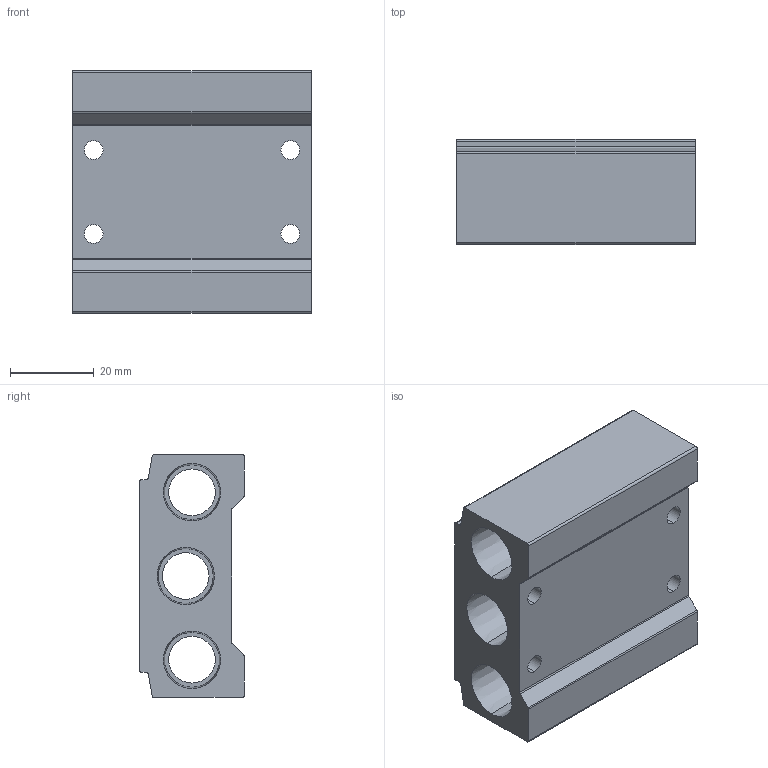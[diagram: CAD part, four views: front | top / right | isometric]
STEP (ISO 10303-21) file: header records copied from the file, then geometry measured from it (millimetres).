
FILE_DESCRIPTION (( 'STEP AP203' ), '1' );
FILE_NAME ('AM-512.step', '2015-11-10T16:23:07', ( '' ), ( '' ), 'SwSTEP 2.0', 'SolidWorks 2015', '' );
FILE_SCHEMA (( 'CONFIG_CONTROL_DESIGN' ));
Length unit declared in the file: millimetre
Products named in the file (1): AM-512
Bounding box: 57 x 25 x 58 mm (x, y, z)
Volume: 51856.5 mm3; surface area: 19837.7 mm2
Topology: 1 solids, 1 shells, 89 faces, 235 edges, 150 vertices
Faces by surface type: cylinder 45, plane 24, cone 20
Entity records: 3128 total; most frequent: CARTESIAN_POINT 751, DIRECTION 505, ORIENTED_EDGE 454, EDGE_CURVE 227, AXIS2_PLACEMENT_3D 200, VERTEX_POINT 150, EDGE_LOOP 125, CIRCLE 110
